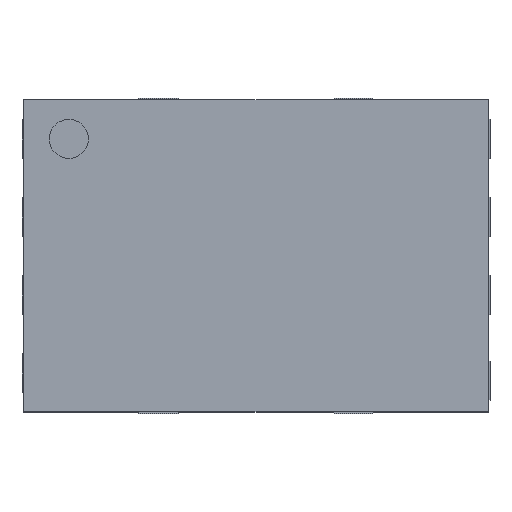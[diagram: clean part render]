
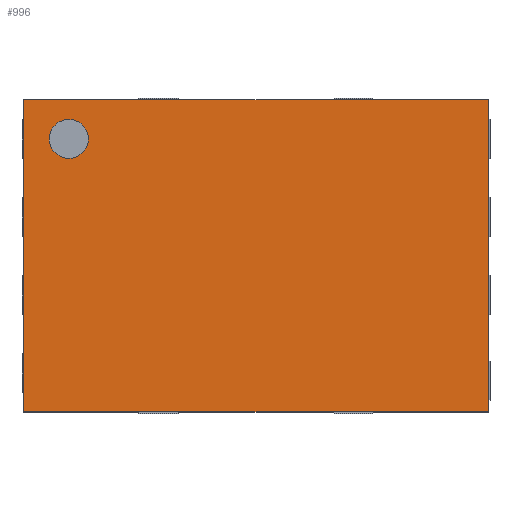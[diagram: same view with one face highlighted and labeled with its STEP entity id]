
A CAD part, top view. The second image highlights one B-rep face of the part: STEP entity #996.
In plain terms, the highlighted planar face has unit normal (0, 0, 1).
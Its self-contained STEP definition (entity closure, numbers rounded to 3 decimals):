
#198 = VERTEX_POINT('',#199);
#199 = CARTESIAN_POINT('',(-1.49,1.,0.55));
#205 = EDGE_CURVE('',#198,#206,#208,.T.);
#206 = VERTEX_POINT('',#207);
#207 = CARTESIAN_POINT('',(-1.49,-1.,0.55));
#208 = LINE('',#209,#210);
#209 = CARTESIAN_POINT('',(-1.49,1.,0.55));
#210 = VECTOR('',#211,1.);
#211 = DIRECTION('',(0.,-1.,0.));
#910 = EDGE_CURVE('',#206,#911,#913,.T.);
#911 = VERTEX_POINT('',#912);
#912 = CARTESIAN_POINT('',(1.49,-1.,0.55));
#913 = LINE('',#914,#915);
#914 = CARTESIAN_POINT('',(-1.49,-1.,0.55));
#915 = VECTOR('',#916,1.);
#916 = DIRECTION('',(1.,0.,0.));
#996 = ADVANCED_FACE('',(#997,#1015),#1026,.T.);
#997 = FACE_BOUND('',#998,.T.);
#998 = EDGE_LOOP('',(#999,#1000,#1001,#1009));
#999 = ORIENTED_EDGE('',*,*,#205,.T.);
#1000 = ORIENTED_EDGE('',*,*,#910,.T.);
#1001 = ORIENTED_EDGE('',*,*,#1002,.T.);
#1002 = EDGE_CURVE('',#911,#1003,#1005,.T.);
#1003 = VERTEX_POINT('',#1004);
#1004 = CARTESIAN_POINT('',(1.49,1.,0.55));
#1005 = LINE('',#1006,#1007);
#1006 = CARTESIAN_POINT('',(1.49,-1.,0.55));
#1007 = VECTOR('',#1008,1.);
#1008 = DIRECTION('',(0.,1.,0.));
#1009 = ORIENTED_EDGE('',*,*,#1010,.T.);
#1010 = EDGE_CURVE('',#1003,#198,#1011,.T.);
#1011 = LINE('',#1012,#1013);
#1012 = CARTESIAN_POINT('',(1.49,1.,0.55));
#1013 = VECTOR('',#1014,1.);
#1014 = DIRECTION('',(-1.,0.,0.));
#1015 = FACE_BOUND('',#1016,.T.);
#1016 = EDGE_LOOP('',(#1017));
#1017 = ORIENTED_EDGE('',*,*,#1018,.F.);
#1018 = EDGE_CURVE('',#1019,#1019,#1021,.T.);
#1019 = VERTEX_POINT('',#1020);
#1020 = CARTESIAN_POINT('',(-1.075,0.75,0.55));
#1021 = CIRCLE('',#1022,0.125);
#1022 = AXIS2_PLACEMENT_3D('',#1023,#1024,#1025);
#1023 = CARTESIAN_POINT('',(-1.2,0.75,0.55));
#1024 = DIRECTION('',(0.,0.,1.));
#1025 = DIRECTION('',(1.,0.,0.));
#1026 = PLANE('',#1027);
#1027 = AXIS2_PLACEMENT_3D('',#1028,#1029,#1030);
#1028 = CARTESIAN_POINT('',(0.,0.,0.55));
#1029 = DIRECTION('',(0.,0.,1.));
#1030 = DIRECTION('',(1.,0.,0.));
